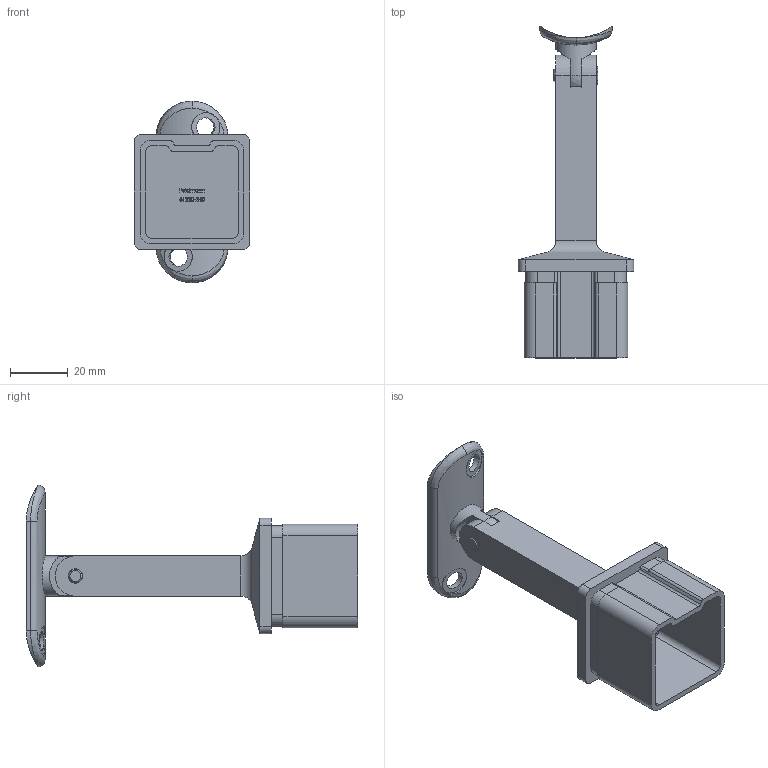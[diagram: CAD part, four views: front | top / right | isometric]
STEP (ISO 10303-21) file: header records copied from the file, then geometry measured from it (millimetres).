
FILE_DESCRIPTION (( 'STEP AP203' ), '1' );
FILE_NAME ('51220-240.STEP', '2021-12-09T08:05:46', ( '' ), ( '' ), 'SwSTEP 2.0', 'SolidWorks 2018', '' );
FILE_SCHEMA (( 'CONFIG_CONTROL_DESIGN' ));
Length unit declared in the file: millimetre
Products named in the file (7): 51220-240 Teil3_M6x12; 51220-240 Teil1_51220-240 Teil1; 51220-240; 51220-240 Teil2_51220-240 Teil2; 51220-240 Teil2; 51220-240 Teil1; 51220-240 Teil3
Assembly tree (3 placements, depth 2):
  51220-240
    51220-240 Teil1_51220-240 Teil1
    51220-240 Teil2_51220-240 Teil2
    51220-240 Teil3_M6x12
  51220-240 Teil2
  51220-240 Teil1
  51220-240 Teil3
Bounding box: 40 x 115.08 x 63 mm (x, y, z)
Volume: 33661.7 mm3; surface area: 20454.6 mm2
Topology: 3 solids, 3 shells, 343 faces, 893 edges, 586 vertices
Faces by surface type: plane 180, bspline 96, cylinder 56, cone 9, sphere 2
Full cylindrical faces by diameter (mm): 4.773 x1, 5 x1, 6.2 x1, 6.5 x3, 10 x2, 12 x1, 12.1 x1, 14 x1
Entity records: 17213 total; most frequent: CARTESIAN_POINT 8888, ORIENTED_EDGE 1748, DIRECTION 1253, EDGE_CURVE 874, VERTEX_POINT 581, LINE 553, VECTOR 553, EDGE_LOOP 397
